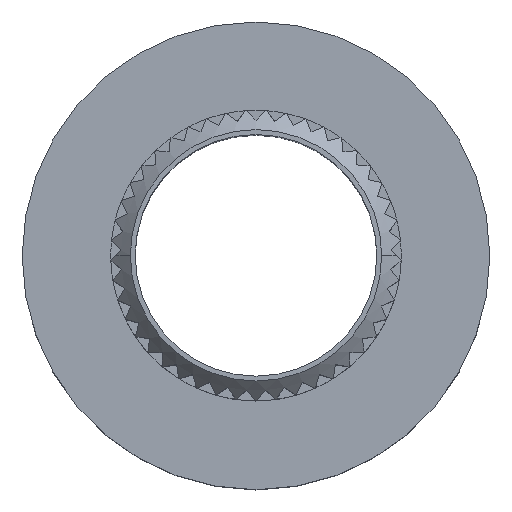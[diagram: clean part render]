
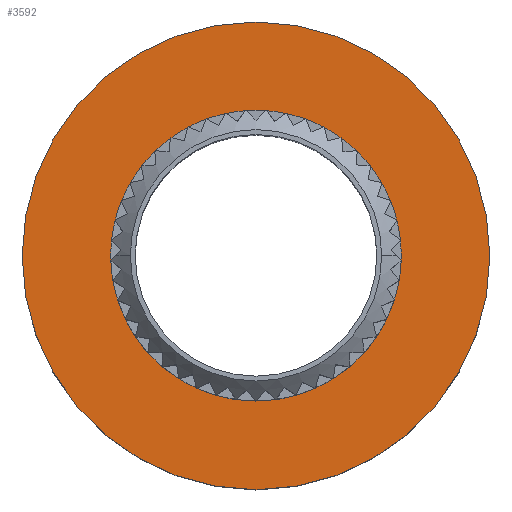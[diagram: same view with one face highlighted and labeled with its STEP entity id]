
A CAD part, top view. The second image highlights one B-rep face of the part: STEP entity #3592.
In plain terms, the highlighted planar face has unit normal (0, 0, 1).
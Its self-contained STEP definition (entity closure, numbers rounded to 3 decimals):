
#186 = ORIENTED_EDGE ( 'NONE', *, *, #4859, .F. ) ;
#187 = ORIENTED_EDGE ( 'NONE', *, *, #4860, .T. ) ;
#188 = ORIENTED_EDGE ( 'NONE', *, *, #4862, .T. ) ;
#193 = ORIENTED_EDGE ( 'NONE', *, *, #4932, .F. ) ;
#242 = VERTEX_POINT ( 'NONE', #3194 ) ;
#282 = CIRCLE ( 'NONE', #284, 3.725 ) ;
#284 = AXIS2_PLACEMENT_3D ( 'NONE', #2435, #2436, #2437 ) ;
#452 = CIRCLE ( 'NONE', #477, 3.725 ) ;
#476 = CIRCLE ( 'NONE', #479, 6. ) ;
#477 = AXIS2_PLACEMENT_3D ( 'NONE', #704, #705, #706 ) ;
#479 = AXIS2_PLACEMENT_3D ( 'NONE', #709, #710, #711 ) ;
#480 = CIRCLE ( 'NONE', #482, 6. ) ;
#482 = AXIS2_PLACEMENT_3D ( 'NONE', #714, #715, #716 ) ;
#627 = EDGE_LOOP ( 'NONE', ( #186, #193 ) ) ;
#704 = CARTESIAN_POINT ( 'NONE',  ( 0., 0., 0. ) ) ;
#705 = DIRECTION ( 'NONE',  ( 0., 0., 1. ) ) ;
#706 = DIRECTION ( 'NONE',  ( 1., 0., 0. ) ) ;
#709 = CARTESIAN_POINT ( 'NONE',  ( 0., 0., 0. ) ) ;
#710 = DIRECTION ( 'NONE',  ( 0., 0., 1. ) ) ;
#711 = DIRECTION ( 'NONE',  ( 1., 0., 0. ) ) ;
#714 = CARTESIAN_POINT ( 'NONE',  ( 0., 0., 0. ) ) ;
#715 = DIRECTION ( 'NONE',  ( 0., 0., 1. ) ) ;
#716 = DIRECTION ( 'NONE',  ( 1., 0., 0. ) ) ;
#867 = CARTESIAN_POINT ( 'NONE',  ( 0., 0., 0. ) ) ;
#880 = FACE_OUTER_BOUND ( 'NONE', #3117, .T. ) ;
#881 = FACE_BOUND ( 'NONE', #627, .T. ) ;
#882 = PLANE ( 'NONE',  #2205 ) ;
#884 = DIRECTION ( 'NONE',  ( 0., 0., 1. ) ) ;
#885 = DIRECTION ( 'NONE',  ( 1., 0., 0. ) ) ;
#2019 = CARTESIAN_POINT ( 'NONE',  ( -3.725, 0., 0. ) ) ;
#2022 = CARTESIAN_POINT ( 'NONE',  ( 3.725, 0., 0. ) ) ;
#2090 = CARTESIAN_POINT ( 'NONE',  ( -6., 0., 0. ) ) ;
#2205 = AXIS2_PLACEMENT_3D ( 'NONE', #867, #884, #885 ) ;
#2435 = CARTESIAN_POINT ( 'NONE',  ( 0., 0., 0. ) ) ;
#2436 = DIRECTION ( 'NONE',  ( 0., 0., 1. ) ) ;
#2437 = DIRECTION ( 'NONE',  ( 1., 0., 0. ) ) ;
#2969 = VERTEX_POINT ( 'NONE', #2019 ) ;
#2972 = VERTEX_POINT ( 'NONE', #2022 ) ;
#3040 = VERTEX_POINT ( 'NONE', #2090 ) ;
#3117 = EDGE_LOOP ( 'NONE', ( #188, #187 ) ) ;
#3194 = CARTESIAN_POINT ( 'NONE',  ( 6., 0., 0. ) ) ;
#3592 = ADVANCED_FACE ( 'NONE', ( #880, #881 ), #882, .T. ) ;
#4859 = EDGE_CURVE ( 'NONE', #2969, #2972, #452, .T. ) ;
#4860 = EDGE_CURVE ( 'NONE', #3040, #242, #476, .T. ) ;
#4862 = EDGE_CURVE ( 'NONE', #242, #3040, #480, .T. ) ;
#4932 = EDGE_CURVE ( 'NONE', #2972, #2969, #282, .T. ) ;
